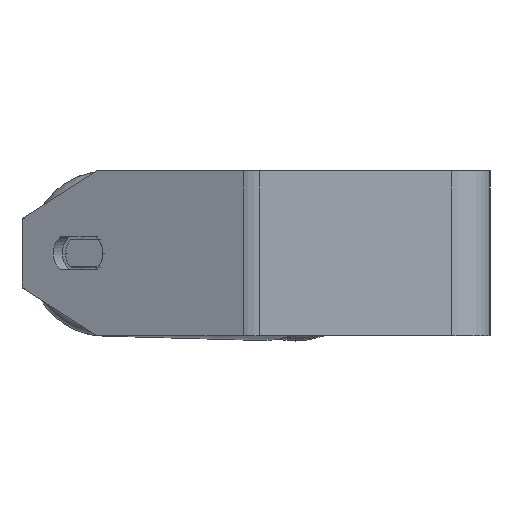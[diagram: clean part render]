
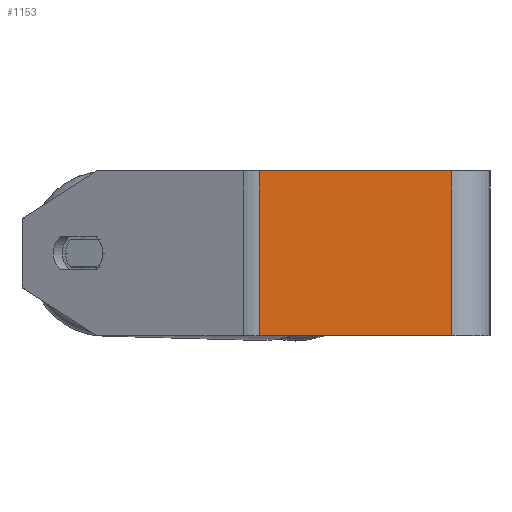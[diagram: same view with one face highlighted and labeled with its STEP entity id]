
A CAD part, left-side view. The second image highlights one B-rep face of the part: STEP entity #1153.
In plain terms, the highlighted planar face has unit normal (-1, 0, 0).
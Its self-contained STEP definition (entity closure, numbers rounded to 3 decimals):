
#530 = CARTESIAN_POINT ( 'NONE',  ( -285., 87.15, 30. ) ) ;
#904 = AXIS2_PLACEMENT_3D ( 'NONE', #7966, #3375, #5304 ) ;
#923 = LINE ( 'NONE', #3564, #4288 ) ;
#1153 = ADVANCED_FACE ( 'NONE', ( #4704 ), #2694, .F. ) ;
#1619 = ORIENTED_EDGE ( 'NONE', *, *, #4390, .T. ) ;
#1997 = EDGE_CURVE ( 'NONE', #8207, #3707, #3265, .T. ) ;
#2061 = VERTEX_POINT ( 'NONE', #3720 ) ;
#2069 = VECTOR ( 'NONE', #6103, 1000. ) ;
#2113 = LINE ( 'NONE', #2241, #3393 ) ;
#2241 = CARTESIAN_POINT ( 'NONE',  ( -285., 84.046, 30. ) ) ;
#2691 = EDGE_CURVE ( 'NONE', #8207, #2061, #2113, .T. ) ;
#2694 = PLANE ( 'NONE',  #904 ) ;
#2900 = DIRECTION ( 'NONE',  ( 0., 0., -1. ) ) ;
#2942 = VERTEX_POINT ( 'NONE', #7847 ) ;
#3265 = LINE ( 'NONE', #530, #5592 ) ;
#3274 = ORIENTED_EDGE ( 'NONE', *, *, #2691, .T. ) ;
#3375 = DIRECTION ( 'NONE',  ( 1., 0., 0. ) ) ;
#3393 = VECTOR ( 'NONE', #2900, 1000. ) ;
#3564 = CARTESIAN_POINT ( 'NONE',  ( -285., 14., 30. ) ) ;
#3707 = VERTEX_POINT ( 'NONE', #6426 ) ;
#3720 = CARTESIAN_POINT ( 'NONE',  ( -285., 84.046, -30. ) ) ;
#4184 = CARTESIAN_POINT ( 'NONE',  ( -285., 87.15, -30. ) ) ;
#4288 = VECTOR ( 'NONE', #4901, 1000. ) ;
#4390 = EDGE_CURVE ( 'NONE', #2061, #2942, #7299, .T. ) ;
#4704 = FACE_OUTER_BOUND ( 'NONE', #5062, .T. ) ;
#4901 = DIRECTION ( 'NONE',  ( 0., 0., -1. ) ) ;
#5062 = EDGE_LOOP ( 'NONE', ( #1619, #5702, #6488, #3274 ) ) ;
#5304 = DIRECTION ( 'NONE',  ( 0., 0., -1. ) ) ;
#5592 = VECTOR ( 'NONE', #8460, 1000. ) ;
#5702 = ORIENTED_EDGE ( 'NONE', *, *, #7661, .F. ) ;
#6103 = DIRECTION ( 'NONE',  ( 0., -1., 0. ) ) ;
#6426 = CARTESIAN_POINT ( 'NONE',  ( -285., 14., 30. ) ) ;
#6488 = ORIENTED_EDGE ( 'NONE', *, *, #1997, .F. ) ;
#7299 = LINE ( 'NONE', #4184, #2069 ) ;
#7661 = EDGE_CURVE ( 'NONE', #3707, #2942, #923, .T. ) ;
#7847 = CARTESIAN_POINT ( 'NONE',  ( -285., 14., -30. ) ) ;
#7866 = CARTESIAN_POINT ( 'NONE',  ( -285., 84.046, 30. ) ) ;
#7966 = CARTESIAN_POINT ( 'NONE',  ( -285., 87.15, 30. ) ) ;
#8207 = VERTEX_POINT ( 'NONE', #7866 ) ;
#8460 = DIRECTION ( 'NONE',  ( 0., -1., 0. ) ) ;
